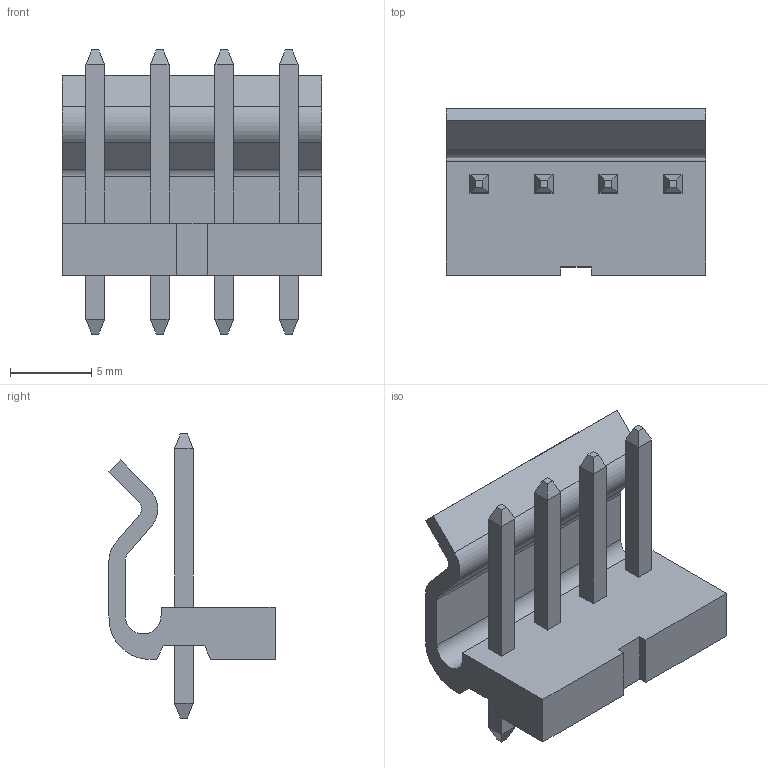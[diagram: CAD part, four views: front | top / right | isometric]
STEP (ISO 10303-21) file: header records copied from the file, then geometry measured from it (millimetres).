
FILE_DESCRIPTION (( 'STEP AP214' ), '1' );
FILE_NAME ('Assem1_2.STEP', '2014-10-30T08:09:06', ( 'Moshe' ), ( 'Microsoft' ), 'SwSTEP 2.0', 'SolidWorks 2011', '' );
FILE_SCHEMA (( 'AUTOMOTIVE_DESIGN' ));
Length unit declared in the file: millimetre
Products named in the file (3): 6450xx114822_PIN_2; 645004114822_2; Assem1_2
Assembly tree (5 placements, depth 2):
  Assem1_2
    6450xx114822_PIN_2  x4
    645004114822_2
Bounding box: 15.95 x 10.2 x 17.45 mm (x, y, z)
Surface area: 1259.9 mm2 (no closed solid volume)
Topology: 0 solids, 5 shells, 119 faces, 283 edges, 178 vertices
Faces by surface type: plane 113, cylinder 6
Entity records: 3276 total; most frequent: CARTESIAN_POINT 414, ORIENTED_EDGE 398, DIRECTION 381, EDGE_CURVE 199, LINE 187, VECTOR 187, VERTEX_POINT 130, AXIS2_PLACEMENT_3D 97
